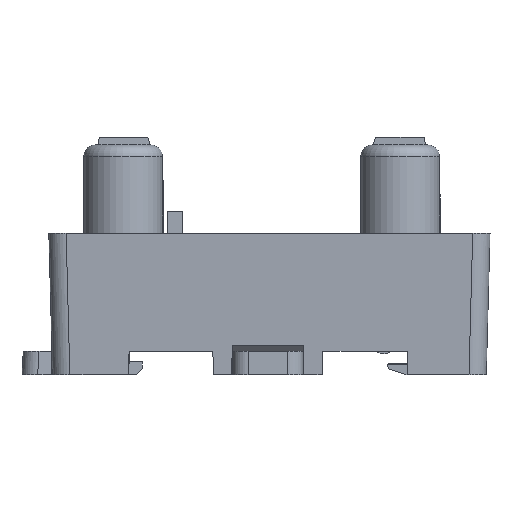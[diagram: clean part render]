
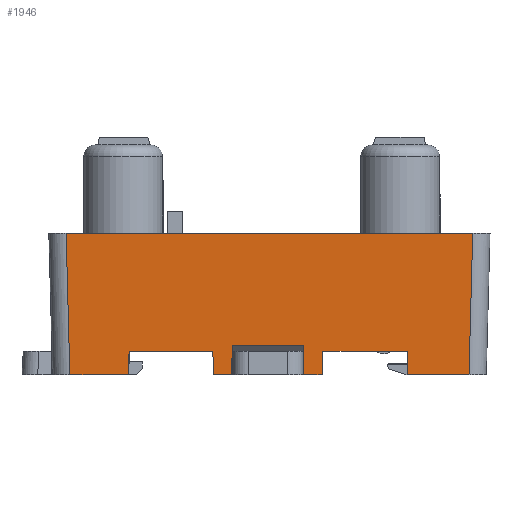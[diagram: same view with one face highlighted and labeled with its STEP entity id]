
A CAD part, left-side view. The second image highlights one B-rep face of the part: STEP entity #1946.
In plain terms, the highlighted planar face has unit normal (-1, 0, -0.026).
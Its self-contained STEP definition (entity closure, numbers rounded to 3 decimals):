
#1363=FACE_OUTER_BOUND('',#3369,.T.);
#1946=ADVANCED_FACE('',(#1363),#2553,.T.);
#2553=PLANE('',#12457);
#3369=EDGE_LOOP('',(#4705,#4706,#4707,#4708,#4709,#4710,#4711,#4712,#4713,
#4714,#4715,#4716,#4717,#4718,#4719,#4720));
#4705=ORIENTED_EDGE('',*,*,#8332,.T.);
#4706=ORIENTED_EDGE('',*,*,#8576,.F.);
#4707=ORIENTED_EDGE('',*,*,#8577,.T.);
#4708=ORIENTED_EDGE('',*,*,#8578,.F.);
#4709=ORIENTED_EDGE('',*,*,#8579,.T.);
#4710=ORIENTED_EDGE('',*,*,#8580,.F.);
#4711=ORIENTED_EDGE('',*,*,#8581,.T.);
#4712=ORIENTED_EDGE('',*,*,#8582,.T.);
#4713=ORIENTED_EDGE('',*,*,#8318,.T.);
#4714=ORIENTED_EDGE('',*,*,#8571,.T.);
#4715=ORIENTED_EDGE('',*,*,#8504,.T.);
#4716=ORIENTED_EDGE('',*,*,#8574,.T.);
#4717=ORIENTED_EDGE('',*,*,#8439,.F.);
#4718=ORIENTED_EDGE('',*,*,#8575,.T.);
#4719=ORIENTED_EDGE('',*,*,#8500,.T.);
#4720=ORIENTED_EDGE('',*,*,#8517,.F.);
#7271=VERTEX_POINT('',#16719);
#7272=VERTEX_POINT('',#16721);
#7285=VERTEX_POINT('',#16747);
#7286=VERTEX_POINT('',#16749);
#7372=VERTEX_POINT('',#16963);
#7373=VERTEX_POINT('',#16965);
#7406=VERTEX_POINT('',#17080);
#7407=VERTEX_POINT('',#17082);
#7410=VERTEX_POINT('',#17089);
#7411=VERTEX_POINT('',#17091);
#7448=VERTEX_POINT('',#17235);
#7449=VERTEX_POINT('',#17237);
#7450=VERTEX_POINT('',#17239);
#7451=VERTEX_POINT('',#17241);
#7452=VERTEX_POINT('',#17243);
#7453=VERTEX_POINT('',#17245);
#8318=EDGE_CURVE('',#7272,#7271,#9839,.T.);
#8332=EDGE_CURVE('',#7286,#7285,#9851,.T.);
#8439=EDGE_CURVE('',#7372,#7373,#9954,.T.);
#8500=EDGE_CURVE('',#7407,#7406,#10010,.T.);
#8504=EDGE_CURVE('',#7411,#7410,#10012,.T.);
#8517=EDGE_CURVE('',#7286,#7406,#10024,.T.);
#8571=EDGE_CURVE('',#7271,#7411,#10078,.T.);
#8574=EDGE_CURVE('',#7410,#7373,#10081,.T.);
#8575=EDGE_CURVE('',#7372,#7407,#10082,.T.);
#8576=EDGE_CURVE('',#7448,#7285,#10083,.T.);
#8577=EDGE_CURVE('',#7448,#7449,#10084,.T.);
#8578=EDGE_CURVE('',#7450,#7449,#10085,.T.);
#8579=EDGE_CURVE('',#7450,#7451,#10086,.T.);
#8580=EDGE_CURVE('',#7452,#7451,#10087,.T.);
#8581=EDGE_CURVE('',#7452,#7453,#10088,.T.);
#8582=EDGE_CURVE('',#7453,#7272,#10089,.T.);
#9839=LINE('',#16720,#11169);
#9851=LINE('',#16748,#11181);
#9954=LINE('',#16964,#11284);
#10010=LINE('',#17081,#11340);
#10012=LINE('',#17090,#11342);
#10024=LINE('',#17115,#11354);
#10078=LINE('',#17223,#11408);
#10081=LINE('',#17228,#11411);
#10082=LINE('',#17232,#11412);
#10083=LINE('',#17234,#11413);
#10084=LINE('',#17236,#11414);
#10085=LINE('',#17238,#11415);
#10086=LINE('',#17240,#11416);
#10087=LINE('',#17242,#11417);
#10088=LINE('',#17244,#11418);
#10089=LINE('',#17246,#11419);
#11169=VECTOR('',#13420,1.);
#11181=VECTOR('',#13436,1.);
#11284=VECTOR('',#13591,1.);
#11340=VECTOR('',#13701,1.);
#11342=VECTOR('',#13709,1.);
#11354=VECTOR('',#13729,1.);
#11408=VECTOR('',#13835,1.);
#11411=VECTOR('',#13842,1.);
#11412=VECTOR('',#13849,1.);
#11413=VECTOR('',#13852,1.);
#11414=VECTOR('',#13853,1.);
#11415=VECTOR('',#13854,1.);
#11416=VECTOR('',#13855,1.);
#11417=VECTOR('',#13856,1.);
#11418=VECTOR('',#13857,1.);
#11419=VECTOR('',#13858,1.);
#12457=AXIS2_PLACEMENT_3D('',#17247,#13859,#13860);
#13420=DIRECTION('',(0.,-1.,0.));
#13436=DIRECTION('',(0.,-1.,0.));
#13591=DIRECTION('',(0.,-1.,0.));
#13701=DIRECTION('',(0.,-1.,0.));
#13709=DIRECTION('',(0.,-1.,0.));
#13729=DIRECTION('',(0.026,0.017,-1.));
#13835=DIRECTION('',(0.026,-0.017,-1.));
#13842=DIRECTION('',(-0.026,-0.026,0.999));
#13849=DIRECTION('',(0.026,-0.026,-0.999));
#13852=DIRECTION('',(-0.026,0.035,0.999));
#13853=DIRECTION('',(0.,-1.,0.));
#13854=DIRECTION('',(0.026,0.009,-1.));
#13855=DIRECTION('',(0.,-1.,0.));
#13856=DIRECTION('',(-0.026,0.009,1.));
#13857=DIRECTION('',(0.,-1.,0.));
#13858=DIRECTION('',(-0.026,-0.035,0.999));
#13859=DIRECTION('',(-1.,0.,-0.026));
#13860=DIRECTION('',(0.026,0.,-1.));
#16719=CARTESIAN_POINT('',(106.143,402.449,175.));
#16720=CARTESIAN_POINT('',(106.143,420.199,175.));
#16721=CARTESIAN_POINT('',(106.143,413.199,175.));
#16747=CARTESIAN_POINT('',(106.143,427.199,175.));
#16748=CARTESIAN_POINT('',(106.143,420.199,175.));
#16749=CARTESIAN_POINT('',(106.143,437.849,175.));
#16963=CARTESIAN_POINT('',(105.75,445.85,190.));
#16964=CARTESIAN_POINT('',(105.75,419.699,190.));
#16965=CARTESIAN_POINT('',(105.75,394.148,190.));
#17080=CARTESIAN_POINT('',(106.221,437.901,172.));
#17081=CARTESIAN_POINT('',(106.221,420.199,172.));
#17082=CARTESIAN_POINT('',(106.221,445.378,172.));
#17089=CARTESIAN_POINT('',(106.221,394.62,172.));
#17090=CARTESIAN_POINT('',(106.221,419.699,172.));
#17091=CARTESIAN_POINT('',(106.221,402.397,172.));
#17115=CARTESIAN_POINT('',(106.174,437.87,173.796));
#17223=CARTESIAN_POINT('',(105.742,402.716,190.294));
#17228=CARTESIAN_POINT('',(105.767,394.166,189.34));
#17232=CARTESIAN_POINT('',(105.767,445.833,189.34));
#17234=CARTESIAN_POINT('',(106.174,427.157,173.798));
#17235=CARTESIAN_POINT('',(106.221,427.094,172.));
#17236=CARTESIAN_POINT('',(106.221,420.199,172.));
#17237=CARTESIAN_POINT('',(106.221,424.775,172.));
#17238=CARTESIAN_POINT('',(105.749,424.618,190.04));
#17239=CARTESIAN_POINT('',(106.124,424.743,175.726));
#17240=CARTESIAN_POINT('',(106.124,210.754,175.726));
#17241=CARTESIAN_POINT('',(106.124,415.655,175.726));
#17242=CARTESIAN_POINT('',(105.749,415.78,190.032));
#17243=CARTESIAN_POINT('',(106.221,415.623,172.));
#17244=CARTESIAN_POINT('',(106.221,420.199,172.));
#17245=CARTESIAN_POINT('',(106.221,413.304,172.));
#17246=CARTESIAN_POINT('',(105.757,412.684,189.753));
#17247=CARTESIAN_POINT('',(105.75,419.699,189.997));
